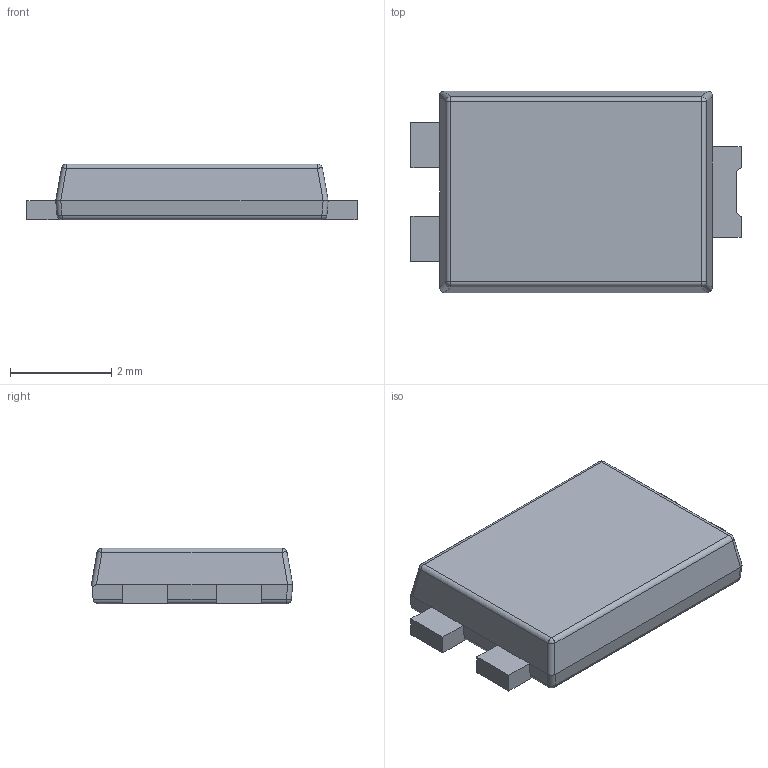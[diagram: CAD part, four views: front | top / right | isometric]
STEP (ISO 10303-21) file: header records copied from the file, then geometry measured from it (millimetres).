
FILE_DESCRIPTION(/* description */ ('Unknown'),/* implementation_level */ '2;1');
FILE_NAME(/* name */ 'DIODES INC - PowerDI5.step',/* time_stamp */ '2025-07-27T15:49:50+01:00',/* author */ (''),/* organization */ (''),/* preprocessor_version */ 'ST-DEVELOPER v20.1',/* originating_system */ 'Autodesk Translation Framework v14.10.0.0',/* authorisation */ '');
FILE_SCHEMA (('AUTOMOTIVE_DESIGN { 1 0 10303 214 3 1 1 }'));
Length unit declared in the file: millimetre
Products named in the file (2): PD-5; PD-5 LF_0
Assembly tree (1 placements, depth 2):
  PD-5
    PD-5 LF_0
Bounding box: 6.51 x 3.97 x 1.1 mm (x, y, z)
Volume: 23.2 mm3; surface area: 64.3 mm2
Topology: 1 solids, 1 shells, 86 faces, 218 edges, 132 vertices
Faces by surface type: plane 49, cylinder 31, sphere 6
Entity records: 2628 total; most frequent: DIRECTION 456, CARTESIAN_POINT 447, ORIENTED_EDGE 432, EDGE_CURVE 216, AXIS2_PLACEMENT_3D 153, LINE 150, VECTOR 150, VERTEX_POINT 132
